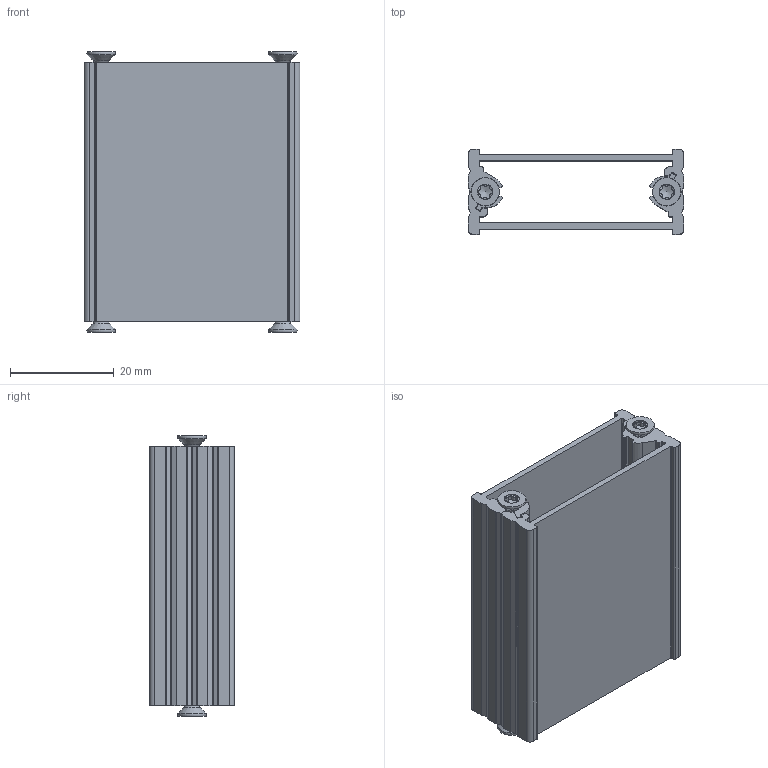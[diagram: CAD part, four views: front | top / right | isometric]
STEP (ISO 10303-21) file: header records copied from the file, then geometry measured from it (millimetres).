
FILE_DESCRIPTION(/* description */ (''),/* implementation_level */ '2;1');
FILE_NAME(/* name */ '97141050_F416-50.stp',/* time_stamp */ '2019-04-07T08:13:06+02:00',/* author */ ('kotzmaier'),/* organization */ (''),/* preprocessor_version */ 'ST-DEVELOPER v16.13',/* originating_system */ 'Autodesk Inventor 2018',/* authorisation */ '');
FILE_SCHEMA (('AUTOMOTIVE_DESIGN { 1 0 10303 214 3 1 1 }'));
Length unit declared in the file: millimetre
Products named in the file (3): 97141050_F416-50; FPH-408-50; EJOT ALtracs Plus Schraube WN5154 AP 30x9_6 H�llgeometrie
Assembly tree (6 placements, depth 2):
  97141050_F416-50
    FPH-408-50  x2
    EJOT ALtracs Plus Schraube WN5154 AP 30x9_6 H�llgeometrie  x4
Bounding box: 41.6 x 16.4 x 54 mm (x, y, z)
Volume: 10080 mm3; surface area: 14551.1 mm2
Topology: 6 solids, 6 shells, 352 faces, 996 edges, 656 vertices
Faces by surface type: bspline 124, cylinder 100, plane 92, cone 28, torus 8
Full cylindrical faces by diameter (mm): 2.68 x4
Entity records: 8920 total; most frequent: CARTESIAN_POINT 5553, ORIENTED_EDGE 714, DIRECTION 635, EDGE_CURVE 357, VERTEX_POINT 239, AXIS2_PLACEMENT_3D 223, LINE 189, VECTOR 189
